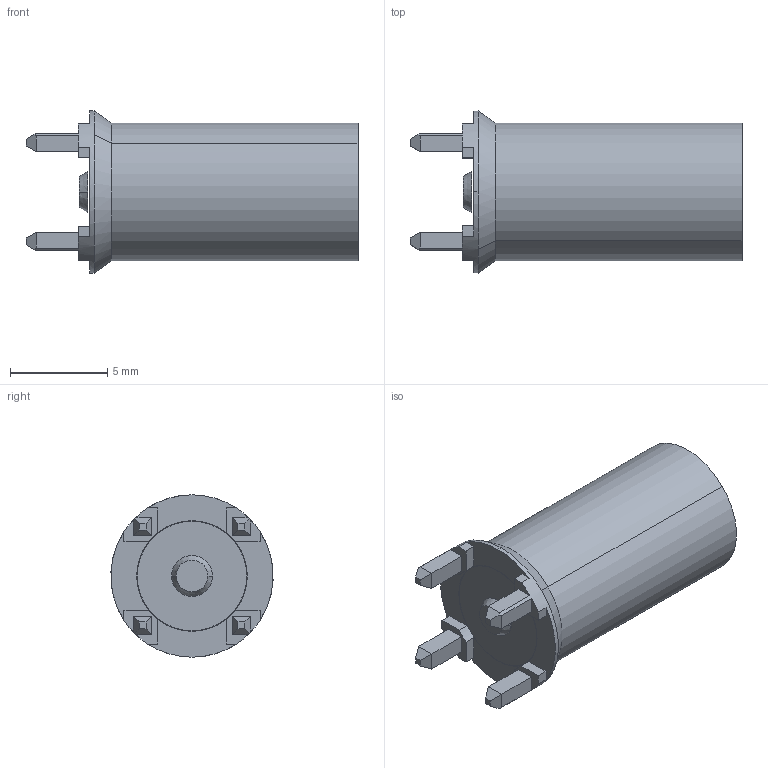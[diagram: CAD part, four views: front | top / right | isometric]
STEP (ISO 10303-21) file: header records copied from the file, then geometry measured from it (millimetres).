
FILE_DESCRIPTION((''),'2;1');
FILE_NAME('920-266J-51P','2013-05-21T',('Mohan'),(''),'PRO/ENGINEER BY PARAMETRIC TECHNOLOGY CORPORATION, 2010100','PRO/ENGINEER BY PARAMETRIC TECHNOLOGY CORPORATION, 2010100','');
FILE_SCHEMA(('CONFIG_CONTROL_DESIGN'));
Length unit declared in the file: millimetre
Products named in the file (1): 920-266J-51P
Bounding box: 17.08 x 8.34 x 8.35 mm (x, y, z)
Surface area: 719.8 mm2 (no closed solid volume)
Topology: 0 solids, 5 shells, 93 faces, 246 edges, 160 vertices
Faces by surface type: plane 67, cylinder 14, cone 12
Entity records: 2904 total; most frequent: CARTESIAN_POINT 519, DIRECTION 496, ORIENTED_EDGE 474, EDGE_CURVE 246, VECTOR 166, LINE 166, AXIS2_PLACEMENT_3D 165, VERTEX_POINT 160
